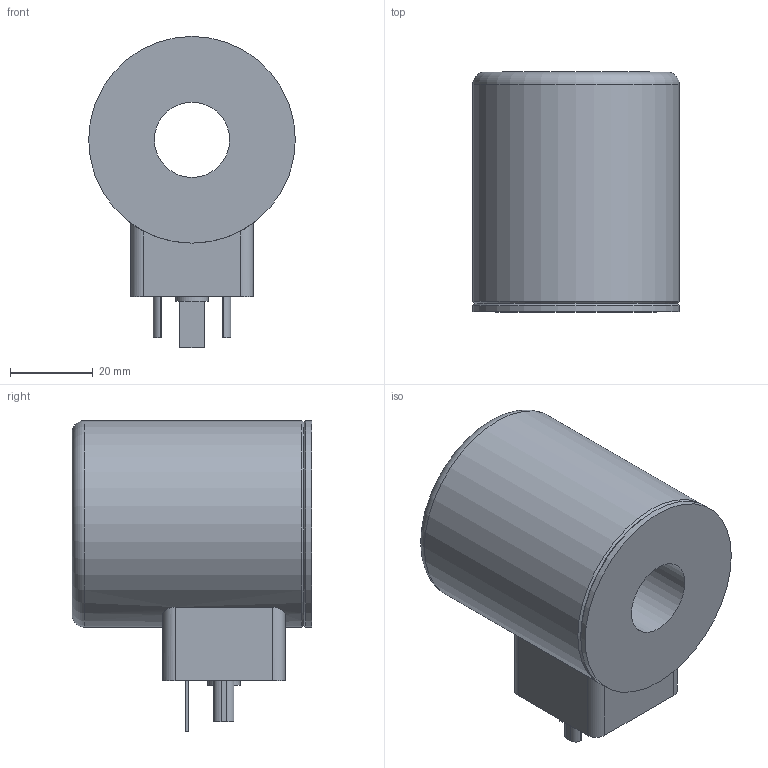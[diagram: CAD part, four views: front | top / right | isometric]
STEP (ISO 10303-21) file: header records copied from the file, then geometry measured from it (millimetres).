
FILE_DESCRIPTION(/* description */ ('STEP AP214'),/* implementation_level */ '2;1');
FILE_NAME(/* name */ '562906_VACC-S18-35-A1-1',/* time_stamp */ '2024-09-16T05:16:39+02:00',/* author */ ('License CC BY-ND 4.0'),/* organization */ ('CADENAS'),/* preprocessor_version */ 'ST-DEVELOPER v19.3',/* originating_system */ 'PARTsolutions',/* authorisation */ ' ');
FILE_SCHEMA (('AUTOMOTIVE_DESIGN {1 0 10303 214 3 1 1}'));
Length unit declared in the file: millimetre
Products named in the file (1): 562906 VACC-S18-35-A1-1
Bounding box: 50 x 58 x 75.25 mm (x, y, z)
Volume: 110333.2 mm3; surface area: 18294 mm2
Topology: 1 solids, 1 shells, 68 faces, 173 edges, 114 vertices
Faces by surface type: plane 46, cylinder 18, cone 3, torus 1
Full cylindrical faces by diameter (mm): 2.459 x1, 6.5 x1, 7.8 x1, 18.2 x1, 50 x2
Entity records: 2474 total; most frequent: CARTESIAN_POINT 355, DIRECTION 330, ORIENTED_EDGE 318, EDGE_CURVE 159, LINE 118, VECTOR 118, VERTEX_POINT 111, AXIS2_PLACEMENT_3D 106
